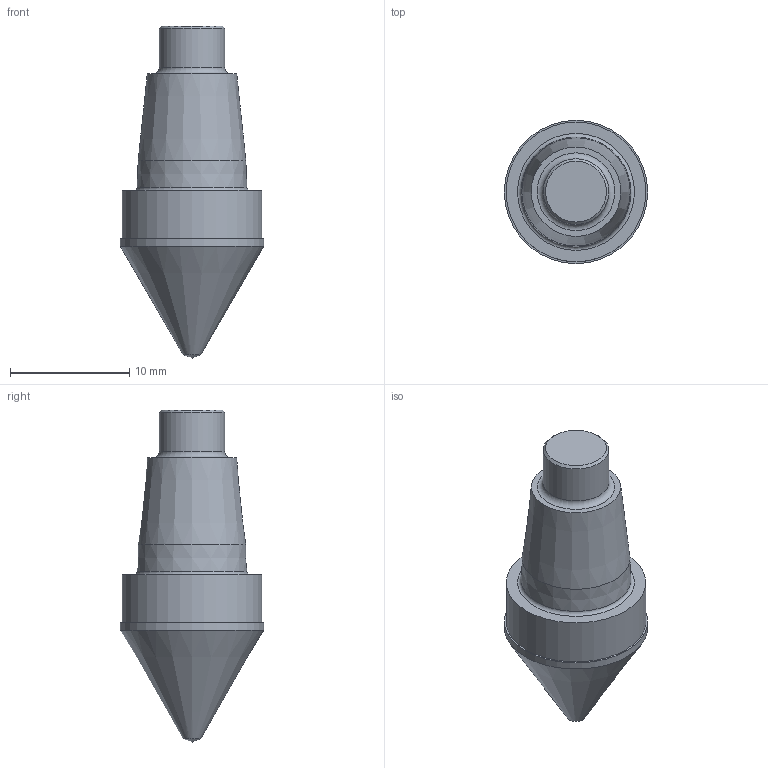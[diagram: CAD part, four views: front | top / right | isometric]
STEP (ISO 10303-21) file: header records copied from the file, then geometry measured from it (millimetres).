
FILE_DESCRIPTION(/* description */ (''),/* implementation_level */ '2;1');
FILE_NAME(/* name */ '1690985477435.stp',/* time_stamp */ '2023-08-02T16:11:24+02:00',/* author */ (''),/* organization */ ('SMS'),/* preprocessor_version */ 'ST-DEVELOPER v16.7',/* originating_system */ 'SIEMENS PLM Software NX 12.0',/* authorisation */ '');
FILE_SCHEMA (('AUTOMOTIVE_DESIGN { 1 0 10303 214 3 1 1 1 }'));
Length unit declared in the file: millimetre
Products named in the file (1): 202191734mod000_02
Bounding box: 12 x 12 x 27.8 mm (x, y, z)
Volume: 1543.8 mm3; surface area: 1034.1 mm2
Topology: 2 solids, 2 shells, 16 faces, 31 edges, 31 vertices
Faces by surface type: plane 6, cone 5, cylinder 3, torus 2
Full cylindrical faces by diameter (mm): 5.5 x1, 11.7 x1, 12 x1
Entity records: 457 total; most frequent: CARTESIAN_POINT 77, DIRECTION 72, AXIS2_PLACEMENT_3D 34, EDGE_LOOP 28, ORIENTED_EDGE 28, FACE_BOUND 26, ADVANCED_FACE 16, VERTEX_POINT 15
